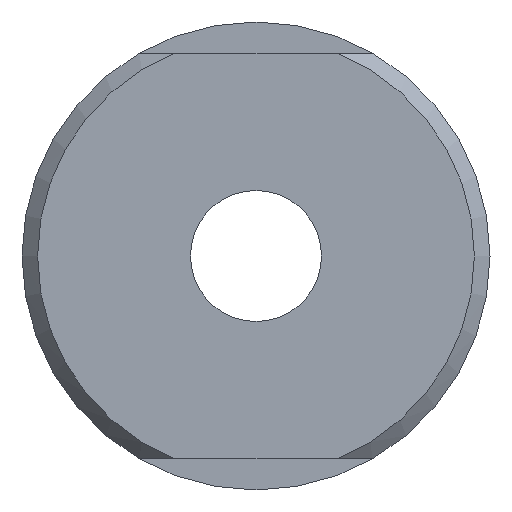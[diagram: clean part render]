
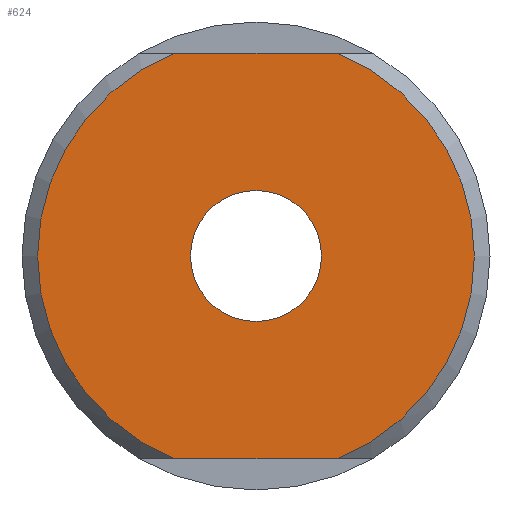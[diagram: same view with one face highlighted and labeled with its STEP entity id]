
A CAD part, left-side view. The second image highlights one B-rep face of the part: STEP entity #624.
In plain terms, the highlighted planar face has unit normal (-1, 0, 0).
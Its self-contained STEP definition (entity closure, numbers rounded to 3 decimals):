
#21 = CARTESIAN_POINT ( 'NONE',  ( -51., 0., -2.1 ) ) ;
#29 = ORIENTED_EDGE ( 'NONE', *, *, #635, .F. ) ;
#31 = EDGE_CURVE ( 'NONE', #472, #603, #301, .T. ) ;
#65 = CARTESIAN_POINT ( 'NONE',  ( -51., 2.598, 6.5 ) ) ;
#68 = LINE ( 'NONE', #507, #462 ) ;
#76 = ORIENTED_EDGE ( 'NONE', *, *, #432, .T. ) ;
#88 = DIRECTION ( 'NONE',  ( 0., 0., 1. ) ) ;
#100 = PLANE ( 'NONE',  #455 ) ;
#133 = ORIENTED_EDGE ( 'NONE', *, *, #175, .F. ) ;
#136 = EDGE_CURVE ( 'NONE', #313, #545, #68, .T. ) ;
#142 = DIRECTION ( 'NONE',  ( -1., 0., 0. ) ) ;
#150 = EDGE_CURVE ( 'NONE', #313, #279, #218, .T. ) ;
#155 = DIRECTION ( 'NONE',  ( -1., 0., 0. ) ) ;
#165 = CARTESIAN_POINT ( 'NONE',  ( -51., 3.742, 6.5 ) ) ;
#175 = EDGE_CURVE ( 'NONE', #530, #279, #261, .T. ) ;
#218 = CIRCLE ( 'NONE', #351, 7. ) ;
#249 = ORIENTED_EDGE ( 'NONE', *, *, #31, .F. ) ;
#261 = LINE ( 'NONE', #165, #327 ) ;
#273 = CARTESIAN_POINT ( 'NONE',  ( -51., 0., 0. ) ) ;
#279 = VERTEX_POINT ( 'NONE', #583 ) ;
#289 = AXIS2_PLACEMENT_3D ( 'NONE', #297, #142, #88 ) ;
#297 = CARTESIAN_POINT ( 'NONE',  ( -51., 0., 0. ) ) ;
#301 = CIRCLE ( 'NONE', #289, 2.1 ) ;
#313 = VERTEX_POINT ( 'NONE', #581 ) ;
#315 = DIRECTION ( 'NONE',  ( 0., 0., 1. ) ) ;
#317 = DIRECTION ( 'NONE',  ( -1., 0., 0. ) ) ;
#327 = VECTOR ( 'NONE', #371, 1000. ) ;
#331 = CARTESIAN_POINT ( 'NONE',  ( -51., 2.598, -6.5 ) ) ;
#351 = AXIS2_PLACEMENT_3D ( 'NONE', #649, #155, #515 ) ;
#355 = CARTESIAN_POINT ( 'NONE',  ( -51., 0., 0. ) ) ;
#368 = CARTESIAN_POINT ( 'NONE',  ( -51., 0., 0. ) ) ;
#371 = DIRECTION ( 'NONE',  ( 0., -1., 0. ) ) ;
#401 = EDGE_LOOP ( 'NONE', ( #76, #489, #544, #133 ) ) ;
#415 = DIRECTION ( 'NONE',  ( 1., 0., 0. ) ) ;
#432 = EDGE_CURVE ( 'NONE', #530, #545, #521, .T. ) ;
#455 = AXIS2_PLACEMENT_3D ( 'NONE', #355, #415, #463 ) ;
#459 = FACE_OUTER_BOUND ( 'NONE', #401, .T. ) ;
#462 = VECTOR ( 'NONE', #600, 1000. ) ;
#463 = DIRECTION ( 'NONE',  ( 0., 0., -1. ) ) ;
#472 = VERTEX_POINT ( 'NONE', #481 ) ;
#481 = CARTESIAN_POINT ( 'NONE',  ( -51., 0., 2.1 ) ) ;
#489 = ORIENTED_EDGE ( 'NONE', *, *, #136, .F. ) ;
#500 = AXIS2_PLACEMENT_3D ( 'NONE', #368, #610, #315 ) ;
#507 = CARTESIAN_POINT ( 'NONE',  ( -51., 3.742, -6.5 ) ) ;
#515 = DIRECTION ( 'NONE',  ( 0., 0., -1. ) ) ;
#521 = CIRCLE ( 'NONE', #608, 7. ) ;
#530 = VERTEX_POINT ( 'NONE', #65 ) ;
#544 = ORIENTED_EDGE ( 'NONE', *, *, #150, .T. ) ;
#545 = VERTEX_POINT ( 'NONE', #331 ) ;
#581 = CARTESIAN_POINT ( 'NONE',  ( -51., -2.598, -6.5 ) ) ;
#583 = CARTESIAN_POINT ( 'NONE',  ( -51., -2.598, 6.5 ) ) ;
#600 = DIRECTION ( 'NONE',  ( 0., 1., 0. ) ) ;
#603 = VERTEX_POINT ( 'NONE', #21 ) ;
#608 = AXIS2_PLACEMENT_3D ( 'NONE', #273, #317, #660 ) ;
#610 = DIRECTION ( 'NONE',  ( -1., 0., 0. ) ) ;
#624 = ADVANCED_FACE ( 'NONE', ( #459, #646 ), #100, .F. ) ;
#631 = CIRCLE ( 'NONE', #500, 2.1 ) ;
#635 = EDGE_CURVE ( 'NONE', #603, #472, #631, .T. ) ;
#641 = EDGE_LOOP ( 'NONE', ( #29, #249 ) ) ;
#646 = FACE_BOUND ( 'NONE', #641, .T. ) ;
#649 = CARTESIAN_POINT ( 'NONE',  ( -51., 0., 0. ) ) ;
#660 = DIRECTION ( 'NONE',  ( 0., 0., -1. ) ) ;
